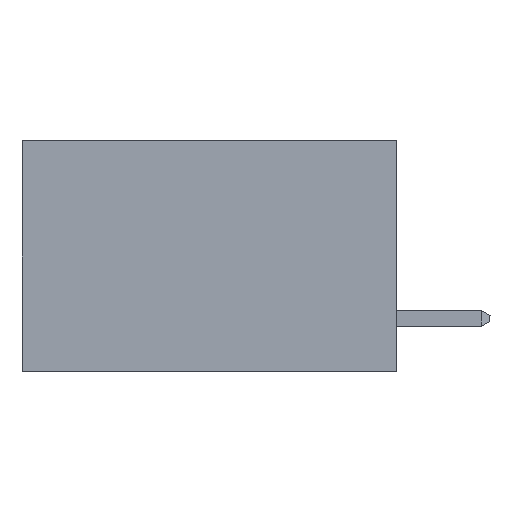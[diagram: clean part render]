
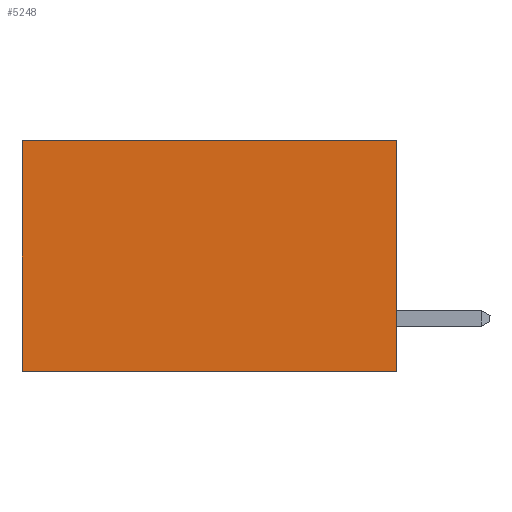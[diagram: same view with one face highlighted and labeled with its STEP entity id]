
A CAD part, left-side view. The second image highlights one B-rep face of the part: STEP entity #5248.
In plain terms, the highlighted planar face has unit normal (-1, 0, 0).
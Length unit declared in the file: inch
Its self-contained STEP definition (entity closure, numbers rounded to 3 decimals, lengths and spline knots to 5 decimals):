
#29 = LINE ( 'NONE', #3150, #9178 ) ;
#270 = LINE ( 'NONE', #2980, #8294 ) ;
#608 = CARTESIAN_POINT ( 'NONE',  ( 0.2615, 0., -0.37 ) ) ;
#731 = CARTESIAN_POINT ( 'NONE',  ( 0.2615, 0., 0. ) ) ;
#821 = DIRECTION ( 'NONE',  ( 0., 1., 0. ) ) ;
#840 = AXIS2_PLACEMENT_3D ( 'NONE', #608, #10960, #8875 ) ;
#1140 = CARTESIAN_POINT ( 'NONE',  ( 0.2615, 0.6, -0.37 ) ) ;
#2115 = ORIENTED_EDGE ( 'NONE', *, *, #10299, .F. ) ;
#2183 = CARTESIAN_POINT ( 'NONE',  ( 0.2615, 0.6, 0. ) ) ;
#2271 = DIRECTION ( 'NONE',  ( 0., 0., -1. ) ) ;
#2592 = PLANE ( 'NONE',  #840 ) ;
#2883 = VECTOR ( 'NONE', #2271, 39.37008 ) ;
#2980 = CARTESIAN_POINT ( 'NONE',  ( 0.2615, 0., -0.37 ) ) ;
#3150 = CARTESIAN_POINT ( 'NONE',  ( 0.2615, 0., -0.37 ) ) ;
#4171 = DIRECTION ( 'NONE',  ( 0., 0., -1. ) ) ;
#5097 = ORIENTED_EDGE ( 'NONE', *, *, #13379, .F. ) ;
#5184 = VECTOR ( 'NONE', #12025, 39.37008 ) ;
#5248 = ADVANCED_FACE ( 'NONE', ( #12403 ), #2592, .F. ) ;
#5253 = CARTESIAN_POINT ( 'NONE',  ( 0.2615, 0.6, -0.37 ) ) ;
#5451 = CARTESIAN_POINT ( 'NONE',  ( 0.2615, 0., 0. ) ) ;
#5556 = VERTEX_POINT ( 'NONE', #9149 ) ;
#6175 = ORIENTED_EDGE ( 'NONE', *, *, #12300, .T. ) ;
#7279 = VERTEX_POINT ( 'NONE', #5253 ) ;
#8294 = VECTOR ( 'NONE', #821, 39.37008 ) ;
#8355 = EDGE_CURVE ( 'NONE', #10701, #7279, #10110, .T. ) ;
#8429 = LINE ( 'NONE', #731, #5184 ) ;
#8610 = EDGE_LOOP ( 'NONE', ( #8958, #2115, #5097, #6175 ) ) ;
#8875 = DIRECTION ( 'NONE',  ( 0., 0., -1. ) ) ;
#8958 = ORIENTED_EDGE ( 'NONE', *, *, #8355, .T. ) ;
#9149 = CARTESIAN_POINT ( 'NONE',  ( 0.2615, 0., -0.37 ) ) ;
#9178 = VECTOR ( 'NONE', #4171, 39.37008 ) ;
#10110 = LINE ( 'NONE', #1140, #2883 ) ;
#10299 = EDGE_CURVE ( 'NONE', #5556, #7279, #270, .T. ) ;
#10701 = VERTEX_POINT ( 'NONE', #2183 ) ;
#10960 = DIRECTION ( 'NONE',  ( 1., 0., 0. ) ) ;
#12025 = DIRECTION ( 'NONE',  ( 0., 1., 0. ) ) ;
#12300 = EDGE_CURVE ( 'NONE', #12899, #10701, #8429, .T. ) ;
#12403 = FACE_OUTER_BOUND ( 'NONE', #8610, .T. ) ;
#12899 = VERTEX_POINT ( 'NONE', #5451 ) ;
#13379 = EDGE_CURVE ( 'NONE', #12899, #5556, #29, .T. ) ;
